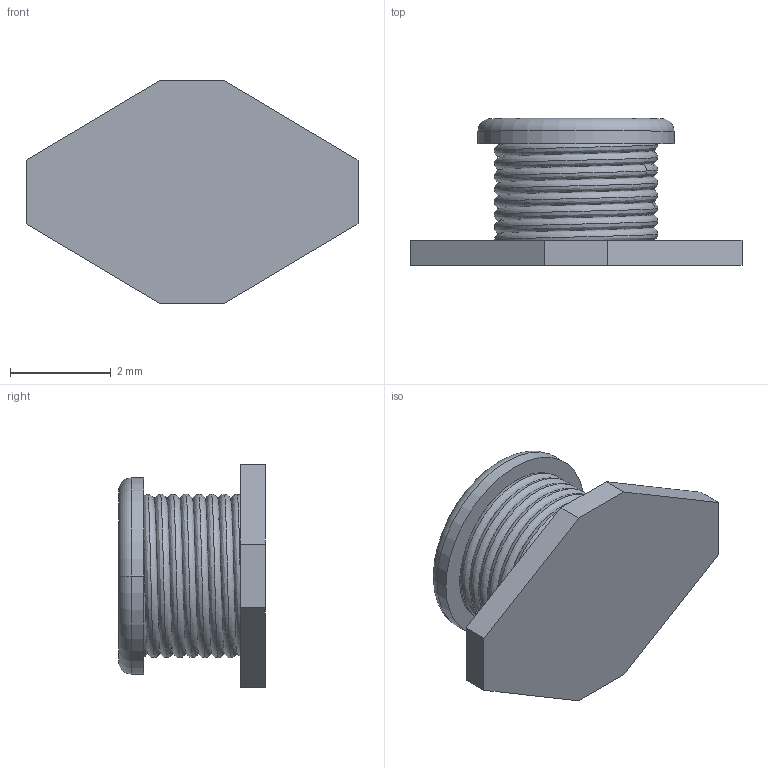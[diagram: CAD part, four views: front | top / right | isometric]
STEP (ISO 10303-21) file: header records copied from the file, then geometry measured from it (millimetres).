
FILE_DESCRIPTION((''),'2;1');
FILE_NAME('SDE6603','2012-07-09T',('ryans'),('Bourns, Inc.'),'PRO/ENGINEER BY PARAMETRIC TECHNOLOGY CORPORATION, 2010100','PRO/ENGINEER BY PARAMETRIC TECHNOLOGY CORPORATION, 2010100','');
FILE_SCHEMA(('CONFIG_CONTROL_DESIGN'));
Length unit declared in the file: millimetre
Products named in the file (1): SDE6603
Bounding box: 6.6 x 2.92 x 4.45 mm (x, y, z)
Volume: 19.9 mm3; surface area: 132.3 mm2
Topology: 1 solids, 1 shells, 24 faces, 52 edges, 32 vertices
Faces by surface type: plane 14, bspline 6, cylinder 2, torus 2
Entity records: 5955 total; most frequent: CARTESIAN_POINT 5439, ORIENTED_EDGE 104, DIRECTION 78, EDGE_CURVE 52, VERTEX_POINT 32, VECTOR 26, LINE 26, AXIS2_PLACEMENT_3D 26
